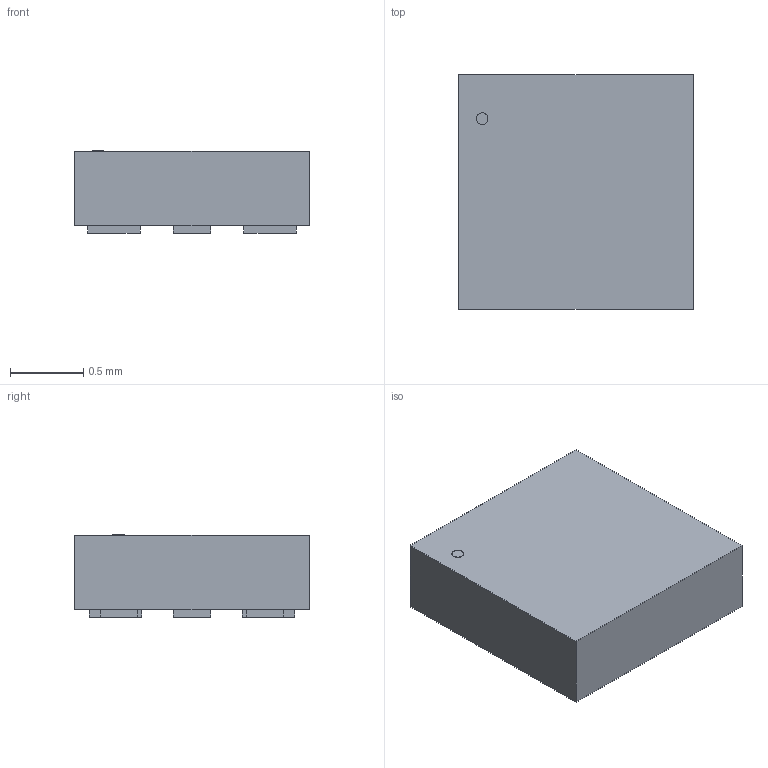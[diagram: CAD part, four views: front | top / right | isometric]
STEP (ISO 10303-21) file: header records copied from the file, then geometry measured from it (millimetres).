
FILE_DESCRIPTION (( 'STEP AP214' ), '1' );
FILE_NAME ('FXMAR2102L8X.STEP', '2024-08-27T05:25:18', ( '' ), ( '' ), 'SwSTEP 2.0', 'SolidWorks 2016', '' );
FILE_SCHEMA (( 'AUTOMOTIVE_DESIGN' ));
Length unit declared in the file: millimetre
Products named in the file (1): FXMAR2102L8X
Bounding box: 1.6 x 1.6 x 0.56 mm (x, y, z)
Surface area: 10.3 mm2 (no closed solid volume)
Topology: 0 solids, 10 shells, 56 faces, 114 edges, 76 vertices
Faces by surface type: plane 54, cylinder 2
Entity records: 1537 total; most frequent: CARTESIAN_POINT 247, DIRECTION 232, ORIENTED_EDGE 224, EDGE_CURVE 114, VECTOR 110, LINE 110, VERTEX_POINT 76, AXIS2_PLACEMENT_3D 61
